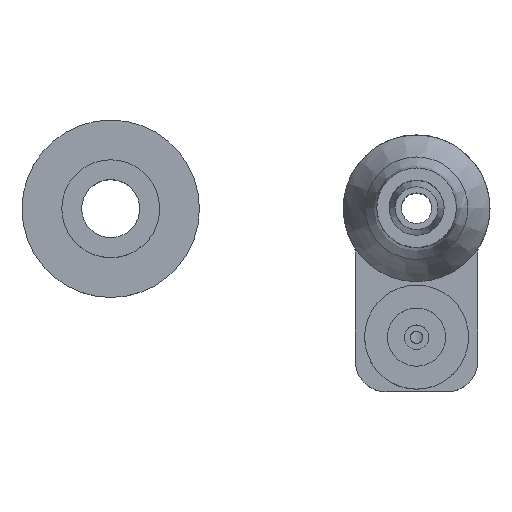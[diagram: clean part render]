
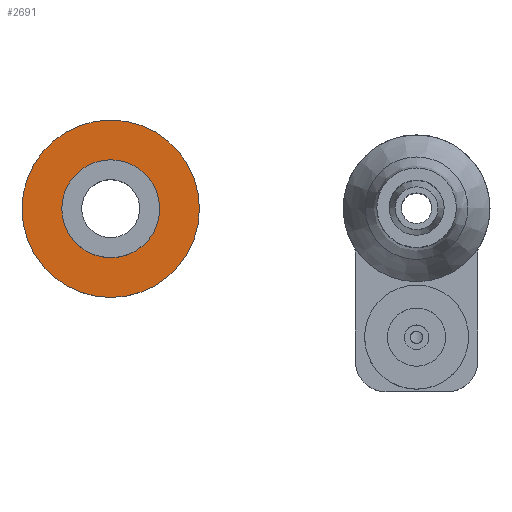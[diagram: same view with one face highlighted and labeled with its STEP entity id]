
A CAD part, top view. The second image highlights one B-rep face of the part: STEP entity #2691.
In plain terms, the highlighted planar face has unit normal (0, 0, 1).
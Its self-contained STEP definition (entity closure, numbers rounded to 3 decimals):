
#2648=CARTESIAN_POINT('',(58.0,-100.0,4.0));
#2649=VERTEX_POINT('',#2648);
#2650=CARTESIAN_POINT('',(50.0,-100.0,4.0));
#2651=DIRECTION('',(0.0,0.0,-1.0));
#2652=DIRECTION('',(1.0,0.0,0.0));
#2653=AXIS2_PLACEMENT_3D('',#2650,#2651,#2652);
#2654=CIRCLE('',#2653,8.);
#2655=EDGE_CURVE('',#2649,#2649,#2654,.T.);
#2672=CARTESIAN_POINT('',(50.0,-100.0,4.0));
#2673=DIRECTION('',(0.0,0.0,1.0));
#2674=DIRECTION('',(1.0,0.0,0.0));
#2675=AXIS2_PLACEMENT_3D('',#2672,#2673,#2674);
#2676=PLANE('',#2675);
#2677=CARTESIAN_POINT('',(64.5,-100.0,4.0));
#2678=VERTEX_POINT('',#2677);
#2679=CARTESIAN_POINT('',(50.0,-100.0,4.0));
#2680=DIRECTION('',(0.0,0.0,-1.0));
#2681=DIRECTION('',(1.0,0.0,0.0));
#2682=AXIS2_PLACEMENT_3D('',#2679,#2680,#2681);
#2683=CIRCLE('',#2682,14.5);
#2684=EDGE_CURVE('',#2678,#2678,#2683,.T.);
#2685=ORIENTED_EDGE('',*,*,#2684,.F.);
#2686=EDGE_LOOP('',(#2685));
#2687=FACE_OUTER_BOUND('',#2686,.T.);
#2688=ORIENTED_EDGE('',*,*,#2655,.T.);
#2689=EDGE_LOOP('',(#2688));
#2690=FACE_BOUND('',#2689,.T.);
#2691=ADVANCED_FACE('',(#2687,#2690),#2676,.T.);
